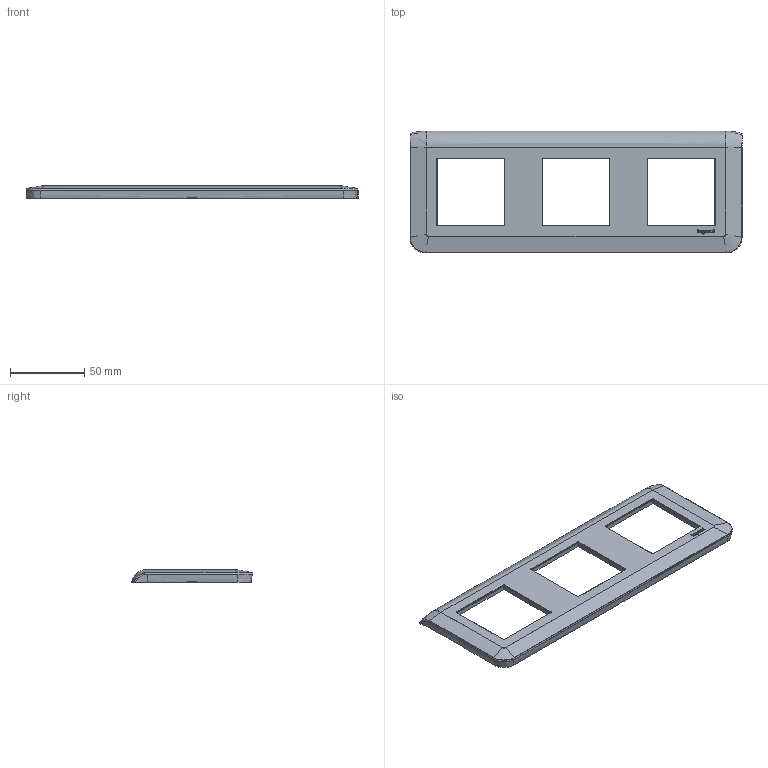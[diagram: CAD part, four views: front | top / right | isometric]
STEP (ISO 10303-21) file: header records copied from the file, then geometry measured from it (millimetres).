
FILE_DESCRIPTION(('CATIA V5 STEP Exchange','CAx-IF Rec.Pracs.--- Model Styling and Organization---1.5--- 2016-08-15','CAx-IF Rec.Pracs.---Supplemental Geometry---1.0---2011-11-01','CAx-IF Rec.Pracs.--- Composite Materials ---1.1---2010-07-15'),'2;1');
FILE_NAME('ED07514_A-MOD-9.stp','2021-11-16T14:00:10+00:00',('none'),('none'),'CATIA Version 5-6 Release 2020 SP3','CATIA V5 STEP AP214 v2','none');
FILE_SCHEMA(('AUTOMOTIVE_DESIGN { 1 0 10303 214 1 1 1 1 }'));
Products named in the file (1): ED07514_A
Bounding box: 224 x 82 x 8.6 mm (x, y, z)
Volume: 27173.3 mm3; surface area: 37716.1 mm2
Topology: 2 solids, 2 shells, 9692 faces, 28359 edges, 18768 vertices
Faces by surface type: plane 8902, cylinder 398, bspline 317, sphere 58, extrusion 10, cone 7
Entity records: 325462 total; most frequent: CARTESIAN_POINT 91209, ORIENTED_EDGE 56618, DIRECTION 36115, EDGE_CURVE 28309, VERTEX_POINT 18768, VECTOR 18571, LINE 18561, EDGE_LOOP 9845
